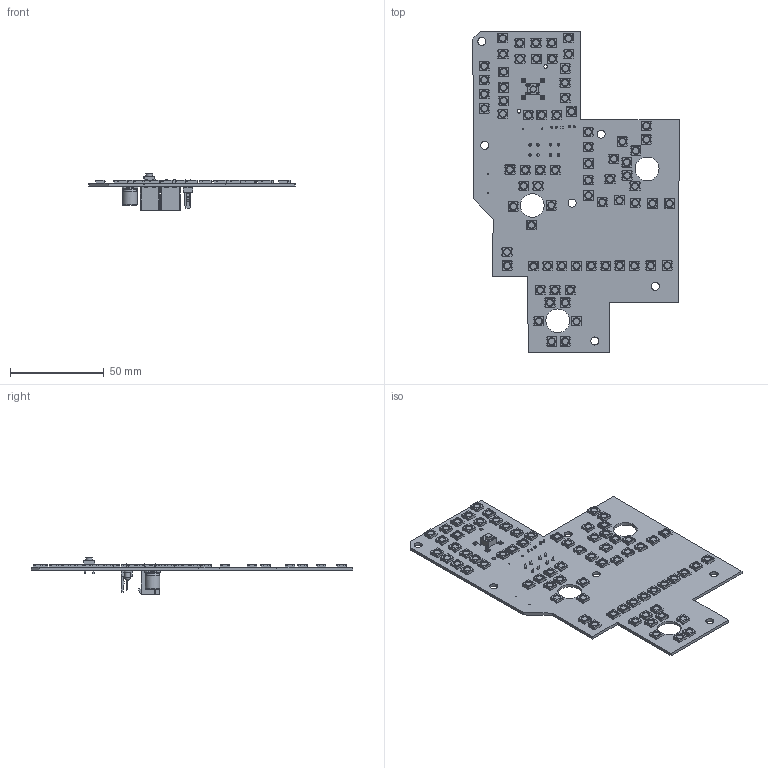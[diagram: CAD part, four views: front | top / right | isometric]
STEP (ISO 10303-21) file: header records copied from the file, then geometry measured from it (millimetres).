
FILE_DESCRIPTION(('KiCad electronic assembly'),'2;1');
FILE_NAME('ECM DISP PANEL.step','2023-05-06T11:53:50',('Pcbnew'),( 'Kicad'),'Open CASCADE STEP processor 7.6','KiCad to STEP converter' ,'Unknown');
FILE_SCHEMA(('AUTOMOTIVE_DESIGN { 1 0 10303 214 1 1 1 1 }'));
Length unit declared in the file: millimetre
Products named in the file (18): ECM DISP PANEL 1; LED_WS2812B_PLCC4_5.0x5.0mm_P3.2mm; SOLID; WS2812-2020; COMPOUND; R_0603_1608Metric; B3F-1026; Molex_Mini-Fit_Jr_5566-04A_2x02_P4.20mm_Vertical; CP_Elec_8x10; LED_D3.0mm_GREEN; Molex_KK-254_AE-6410-02A_1x02_P2.54mm_Vertical; ECM DISP PANEL PCB
Assembly tree (94 placements, depth 3):
  ECM DISP PANEL 1
    LED_WS2812B_PLCC4_5.0x5.0mm_P3.2mm  x74
      SOLID
    WS2812-2020  x4
      COMPOUND
    R_0603_1608Metric
      SOLID
    B3F-1026
      COMPOUND
    Molex_Mini-Fit_Jr_5566-04A_2x02_P4.20mm_Vertical  x2
      SOLID
    CP_Elec_8x10
      SOLID
    LED_D3.0mm_GREEN
      SOLID
    Molex_KK-254_AE-6410-02A_1x02_P2.54mm_Vertical
      SOLID
    ECM DISP PANEL PCB
Bounding box: 110.26 x 171.75 x 19.68 mm (x, y, z)
Volume: 25862 mm3; surface area: 38679.7 mm2
Topology: 107 solids, 107 shells, 5914 faces, 17140 edges, 11265 vertices
Faces by surface type: plane 4048, cylinder 1719, cone 78, bspline 58, torus 9, revolution 1, sphere 1
Full cylindrical faces by diameter (mm): 0.412 x1, 0.508 x1, 0.7 x4, 0.9 x2, 1.1 x4, 1.19 x2, 1.2 x4, 1.4 x8, 2 x2, 3 x1, 3.333 x74, 3.5 x3, 4.3 x6, 8 x2, 12.7 x3
Entity records: 44853 total; most frequent: CARTESIAN_POINT 9440, DIRECTION 6113, LINE 4228, VECTOR 4228, ORIENTED_EDGE 3260, PCURVE 3260, DEFINITIONAL_REPRESENTATION 3260, EDGE_CURVE 1630
